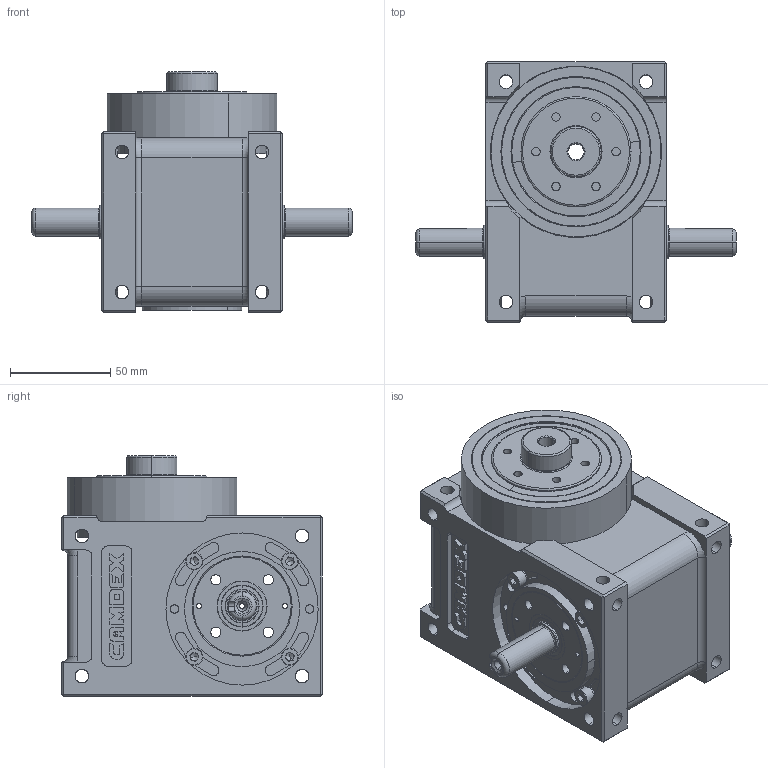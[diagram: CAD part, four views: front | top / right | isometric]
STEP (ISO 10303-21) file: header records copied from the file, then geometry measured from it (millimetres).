
FILE_DESCRIPTION (( 'STEP AP203' ), '1' );
FILE_NAME ('45DFH-OUT（中空8新外壳）.STEP', '2017-07-15T05:40:18', ( '' ), ( '' ), 'SwSTEP 2.0', 'SolidWorks 2015', '' );
FILE_SCHEMA (( 'CONFIG_CONTROL_DESIGN' ));
Length unit declared in the file: millimetre
Products named in the file (1): 45DFH-OUT（中空8新外壳）
Bounding box: 160 x 130 x 120 mm (x, y, z)
Surface area: 108821.4 mm2 (no closed solid volume)
Topology: 0 solids, 43 shells, 793 faces, 2268 edges, 1445 vertices
Faces by surface type: plane 368, cylinder 263, torus 80, cone 70, bspline 12
Entity records: 26041 total; most frequent: CARTESIAN_POINT 5438, DIRECTION 4453, ORIENTED_EDGE 3943, EDGE_CURVE 2236, AXIS2_PLACEMENT_3D 1598, VERTEX_POINT 1445, LINE 1257, VECTOR 1257
